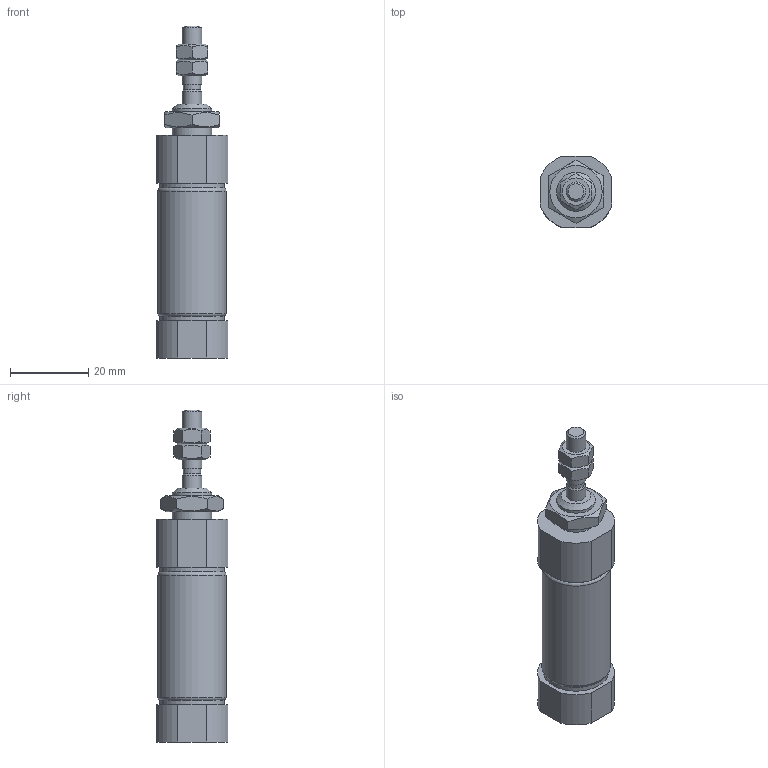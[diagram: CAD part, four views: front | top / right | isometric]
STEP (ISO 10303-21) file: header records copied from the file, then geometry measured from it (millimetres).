
FILE_DESCRIPTION( ( 'STEP AP203' ), '1' );
FILE_NAME( 'SJ16X10U(0)()(0).stp', '2021-10-12T02:05:48', ( 'License CC BY-ND 4.0' ), ( 'CADENAS' ), ' ', 'PARTsolutions', ' ' );
FILE_SCHEMA( ( 'CONFIG_CONTROL_DESIGN' ) );
Length unit declared in the file: millimetre
Products named in the file (3): SJ16X10U(0)()(0); _SJ16X10U0()_body; _SJ16X10(0_0)_rod
Assembly tree (2 placements, depth 2):
  SJ16X10U(0)()(0)
    _SJ16X10U0()_body
    _SJ16X10(0_0)_rod
Bounding box: 18.3 x 18.3 x 85 mm (x, y, z)
Volume: 16078.2 mm3; surface area: 5752.5 mm2
Topology: 2 solids, 2 shells, 78 faces, 175 edges, 114 vertices
Faces by surface type: plane 43, cylinder 22, cone 11, torus 2
Full cylindrical faces by diameter (mm): 4.134 x2, 4.4 x1, 5 x4, 7 x2, 10 x2, 16.6 x2, 17.5 x1
Entity records: 2296 total; most frequent: CARTESIAN_POINT 633, DIRECTION 318, ORIENTED_EDGE 278, EDGE_CURVE 139, AXIS2_PLACEMENT_3D 134, EDGE_LOOP 118, VERTEX_POINT 105, FACE_OUTER_BOUND 94
